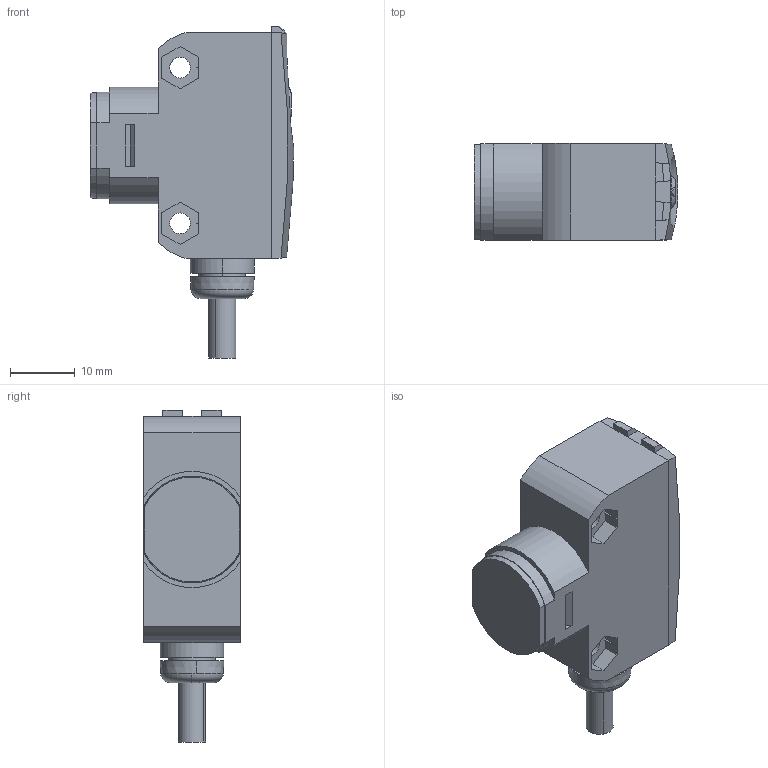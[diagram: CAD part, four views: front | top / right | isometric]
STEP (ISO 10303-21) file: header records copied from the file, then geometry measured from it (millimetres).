
FILE_DESCRIPTION(('Creo Elements/Direct Modeling STEP Export'),'2;1');
FILE_NAME('2138-PH18-Cable-trimmer-simpel.stp','2017-01-31T21:05:43',('Palle Edslev '),('EDSLEV A/S'),'Creo Elements/Direct Modeling STEP processor for AP214 (Solid Model)','Creo Elements/Direct Modeling 18.1H 24-Oct-2015 (C) Parametric Technology GmbH','');
FILE_SCHEMA(('AUTOMOTIVE_DESIGN { 1 0 10303 214 1 1 1 1 }'));
Length unit declared in the file: millimetre
Products named in the file (2): 2138-PH18-Cable-trimmer-simpel
Assembly tree (1 placements, depth 2):
  2138-PH18-Cable-trimmer-simpel
    2138-PH18-Cable-trimmer-simpel
Bounding box: 31.5 x 15 x 51.4 mm (x, y, z)
Volume: 12953.2 mm3; surface area: 4292.8 mm2
Topology: 1 solids, 1 shells, 135 faces, 344 edges, 225 vertices
Faces by surface type: plane 105, cylinder 17, cone 10, torus 3
Entity records: 4626 total; most frequent: CARTESIAN_POINT 1459, ORIENTED_EDGE 688, DIRECTION 566, EDGE_CURVE 344, VECTOR 238, LINE 238, VERTEX_POINT 225, AXIS2_PLACEMENT_3D 164
